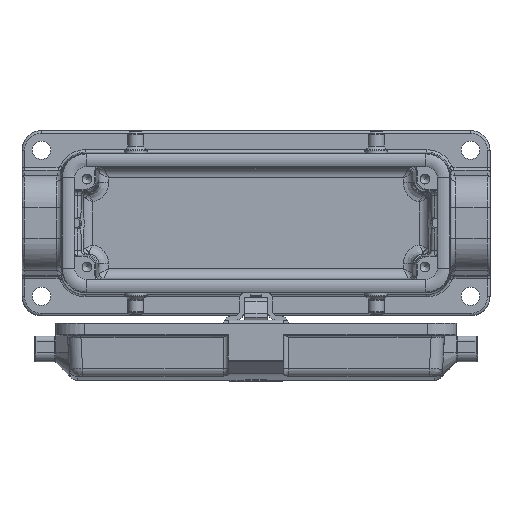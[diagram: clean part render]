
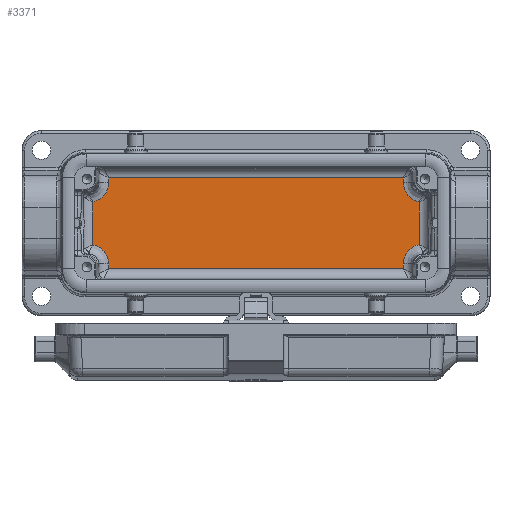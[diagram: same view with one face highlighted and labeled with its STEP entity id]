
A CAD part, top view. The second image highlights one B-rep face of the part: STEP entity #3371.
In plain terms, the highlighted planar face has unit normal (0, 0, 1).
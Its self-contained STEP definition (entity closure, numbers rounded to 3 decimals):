
#3264=CARTESIAN_POINT('',(-55.647,17.75,-40.25));
#3265=DIRECTION('',(0.0,0.0,-1.0));
#3266=DIRECTION('',(-1.0,0.0,0.0));
#3267=AXIS2_PLACEMENT_3D('',#3264,#3265,#3266);
#3268=PLANE('',#3267);
#3269=CARTESIAN_POINT('',(-45.323,-12.498,-40.25));
#3270=VERTEX_POINT('',#3269);
#3271=CARTESIAN_POINT('',(-45.323,-13.966,-40.25));
#3272=VERTEX_POINT('',#3271);
#3273=CARTESIAN_POINT('',(-45.323,-12.498,-40.25));
#3274=DIRECTION('',(0.0,-1.0,0.0));
#3275=VECTOR('',#3274,1.468);
#3276=LINE('',#3273,#3275);
#3277=EDGE_CURVE('',#3270,#3272,#3276,.T.);
#3278=ORIENTED_EDGE('',*,*,#3277,.T.);
#3279=CARTESIAN_POINT('',(45.323,-13.966,-40.25));
#3280=VERTEX_POINT('',#3279);
#3281=CARTESIAN_POINT('',(-45.323,-13.966,-40.25));
#3282=DIRECTION('',(1.0,0.0,0.0));
#3283=VECTOR('',#3282,90.647);
#3284=LINE('',#3281,#3283);
#3285=EDGE_CURVE('',#3272,#3280,#3284,.T.);
#3286=ORIENTED_EDGE('',*,*,#3285,.T.);
#3287=CARTESIAN_POINT('',(45.323,-12.498,-40.25));
#3288=VERTEX_POINT('',#3287);
#3289=CARTESIAN_POINT('',(45.323,-13.966,-40.25));
#3290=DIRECTION('',(0.0,1.0,0.0));
#3291=VECTOR('',#3290,1.468);
#3292=LINE('',#3289,#3291);
#3293=EDGE_CURVE('',#3280,#3288,#3292,.T.);
#3294=ORIENTED_EDGE('',*,*,#3293,.T.);
#3295=CARTESIAN_POINT('',(50.177,-6.61,-40.25));
#3296=VERTEX_POINT('',#3295);
#3297=CARTESIAN_POINT('',(51.326,-12.5,-40.25));
#3298=DIRECTION('',(0.0,0.0,-1.0));
#3299=DIRECTION('',(-0.832,0.555,0.0));
#3300=AXIS2_PLACEMENT_3D('',#3297,#3298,#3299);
#3301=ELLIPSE('',#3300,6.003,6.);
#3302=EDGE_CURVE('',#3288,#3296,#3301,.T.);
#3303=ORIENTED_EDGE('',*,*,#3302,.T.);
#3304=CARTESIAN_POINT('',(50.177,6.61,-40.25));
#3305=VERTEX_POINT('',#3304);
#3306=CARTESIAN_POINT('',(50.177,-6.61,-40.25));
#3307=DIRECTION('',(0.0,1.0,0.0));
#3308=VECTOR('',#3307,13.219);
#3309=LINE('',#3306,#3308);
#3310=EDGE_CURVE('',#3296,#3305,#3309,.T.);
#3311=ORIENTED_EDGE('',*,*,#3310,.T.);
#3312=CARTESIAN_POINT('',(45.323,12.498,-40.25));
#3313=VERTEX_POINT('',#3312);
#3314=CARTESIAN_POINT('',(51.326,12.5,-40.25));
#3315=DIRECTION('',(0.0,0.0,-1.0));
#3316=DIRECTION('',(0.832,0.555,0.0));
#3317=AXIS2_PLACEMENT_3D('',#3314,#3315,#3316);
#3318=ELLIPSE('',#3317,6.003,6.);
#3319=EDGE_CURVE('',#3305,#3313,#3318,.T.);
#3320=ORIENTED_EDGE('',*,*,#3319,.T.);
#3321=CARTESIAN_POINT('',(45.323,13.966,-40.25));
#3322=VERTEX_POINT('',#3321);
#3323=CARTESIAN_POINT('',(45.323,12.498,-40.25));
#3324=DIRECTION('',(0.0,1.0,0.0));
#3325=VECTOR('',#3324,1.468);
#3326=LINE('',#3323,#3325);
#3327=EDGE_CURVE('',#3313,#3322,#3326,.T.);
#3328=ORIENTED_EDGE('',*,*,#3327,.T.);
#3329=CARTESIAN_POINT('',(-45.323,13.966,-40.25));
#3330=VERTEX_POINT('',#3329);
#3331=CARTESIAN_POINT('',(45.323,13.966,-40.25));
#3332=DIRECTION('',(-1.0,0.0,0.0));
#3333=VECTOR('',#3332,90.647);
#3334=LINE('',#3331,#3333);
#3335=EDGE_CURVE('',#3322,#3330,#3334,.T.);
#3336=ORIENTED_EDGE('',*,*,#3335,.T.);
#3337=CARTESIAN_POINT('',(-45.323,12.498,-40.25));
#3338=VERTEX_POINT('',#3337);
#3339=CARTESIAN_POINT('',(-45.323,13.966,-40.25));
#3340=DIRECTION('',(0.0,-1.0,0.0));
#3341=VECTOR('',#3340,1.468);
#3342=LINE('',#3339,#3341);
#3343=EDGE_CURVE('',#3330,#3338,#3342,.T.);
#3344=ORIENTED_EDGE('',*,*,#3343,.T.);
#3345=CARTESIAN_POINT('',(-50.177,6.61,-40.25));
#3346=VERTEX_POINT('',#3345);
#3347=CARTESIAN_POINT('',(-51.326,12.5,-40.25));
#3348=DIRECTION('',(0.0,0.0,-1.0));
#3349=DIRECTION('',(0.832,-0.555,0.0));
#3350=AXIS2_PLACEMENT_3D('',#3347,#3348,#3349);
#3351=ELLIPSE('',#3350,6.003,6.);
#3352=EDGE_CURVE('',#3338,#3346,#3351,.T.);
#3353=ORIENTED_EDGE('',*,*,#3352,.T.);
#3354=CARTESIAN_POINT('',(-50.177,-6.61,-40.25));
#3355=VERTEX_POINT('',#3354);
#3356=CARTESIAN_POINT('',(-50.177,6.61,-40.25));
#3357=DIRECTION('',(0.0,-1.0,0.0));
#3358=VECTOR('',#3357,13.219);
#3359=LINE('',#3356,#3358);
#3360=EDGE_CURVE('',#3346,#3355,#3359,.T.);
#3361=ORIENTED_EDGE('',*,*,#3360,.T.);
#3362=CARTESIAN_POINT('',(-51.326,-12.5,-40.25));
#3363=DIRECTION('',(0.0,0.0,-1.0));
#3364=DIRECTION('',(-0.832,-0.555,0.0));
#3365=AXIS2_PLACEMENT_3D('',#3362,#3363,#3364);
#3366=ELLIPSE('',#3365,6.003,6.);
#3367=EDGE_CURVE('',#3355,#3270,#3366,.T.);
#3368=ORIENTED_EDGE('',*,*,#3367,.T.);
#3369=EDGE_LOOP('',(#3278,#3286,#3294,#3303,#3311,#3320,#3328,#3336,#3344,#3353,#3361,#3368));
#3370=FACE_OUTER_BOUND('',#3369,.T.);
#3371=ADVANCED_FACE('',(#3370),#3268,.F.);
